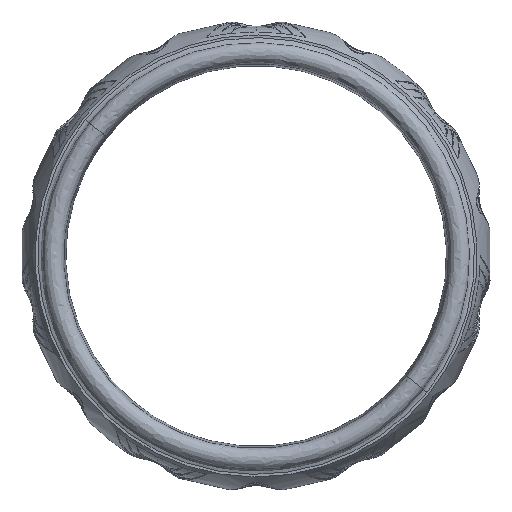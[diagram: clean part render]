
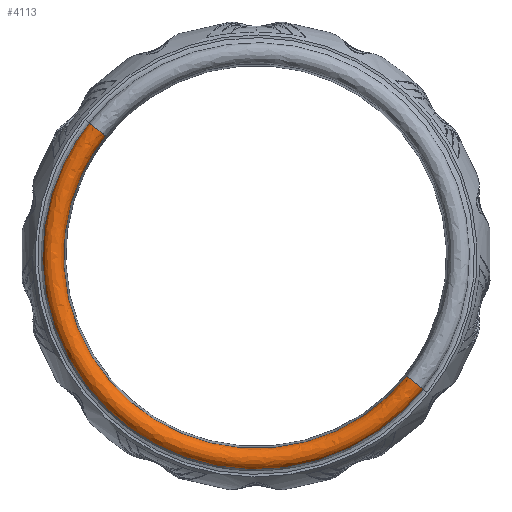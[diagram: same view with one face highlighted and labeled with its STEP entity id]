
A CAD part, front view. The second image highlights one B-rep face of the part: STEP entity #4113.
In plain terms, the highlighted free-form (B-spline) face has degree [2, 2] with [5, 5] control points.
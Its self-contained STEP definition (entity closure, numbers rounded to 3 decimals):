
#4065 = VERTEX_POINT('',#4066);
#4066 = CARTESIAN_POINT('',(7.474,-2.557,
    -5.96));
#4073 = VERTEX_POINT('',#4074);
#4074 = CARTESIAN_POINT('',(-7.474,-2.557,
    5.96));
#4113 = ADVANCED_FACE('',(#4114),#4152,.T.);
#4114 = FACE_BOUND('',#4115,.T.);
#4115 = EDGE_LOOP('',(#4116,#4128,#4136,#4144));
#4116 = ORIENTED_EDGE('',*,*,#4117,.T.);
#4117 = EDGE_CURVE('',#4118,#4120,#4122,.T.);
#4118 = VERTEX_POINT('',#4119);
#4119 = CARTESIAN_POINT('',(6.746,-2.397,
    -5.38));
#4120 = VERTEX_POINT('',#4121);
#4121 = CARTESIAN_POINT('',(-6.746,-2.397,
    5.38));
#4122 = ( BOUNDED_CURVE() B_SPLINE_CURVE(2,(#4123,#4124,#4125,#4126,
#4127),.UNSPECIFIED.,.F.,.F.) B_SPLINE_CURVE_WITH_KNOTS((3,2,3),(0.,
1.571,3.142),.PIECEWISE_BEZIER_KNOTS.) CURVE() 
GEOMETRIC_REPRESENTATION_ITEM() RATIONAL_B_SPLINE_CURVE((1.,
0.707,1.,0.707,1.)) REPRESENTATION_ITEM('') );
#4123 = CARTESIAN_POINT('',(6.746,-2.397,
    -5.38));
#4124 = CARTESIAN_POINT('',(1.366,-2.397,
    -12.126));
#4125 = CARTESIAN_POINT('',(-5.38,-2.397,
    -6.746));
#4126 = CARTESIAN_POINT('',(-12.126,-2.397,
    -1.366));
#4127 = CARTESIAN_POINT('',(-6.746,-2.397,
    5.38));
#4128 = ORIENTED_EDGE('',*,*,#4129,.T.);
#4129 = EDGE_CURVE('',#4120,#4073,#4130,.T.);
#4130 = ( BOUNDED_CURVE() B_SPLINE_CURVE(2,(#4131,#4132,#4133,#4134,
#4135),.UNSPECIFIED.,.F.,.F.) B_SPLINE_CURVE_WITH_KNOTS((3,2,3),(
    3.142,4.542,5.943),
.PIECEWISE_BEZIER_KNOTS.) CURVE() GEOMETRIC_REPRESENTATION_ITEM() 
RATIONAL_B_SPLINE_CURVE((1.,0.765,1.,0.765,1.)) 
REPRESENTATION_ITEM('') );
#4131 = CARTESIAN_POINT('',(-6.746,-2.397,
    5.38));
#4132 = CARTESIAN_POINT('',(-6.746,-2.801,
    5.38));
#4133 = CARTESIAN_POINT('',(-7.057,-2.869,
    5.628));
#4134 = CARTESIAN_POINT('',(-7.369,-2.938,
    5.876));
#4135 = CARTESIAN_POINT('',(-7.474,-2.557,
    5.96));
#4136 = ORIENTED_EDGE('',*,*,#4137,.F.);
#4137 = EDGE_CURVE('',#4065,#4073,#4138,.T.);
#4138 = ( BOUNDED_CURVE() B_SPLINE_CURVE(2,(#4139,#4140,#4141,#4142,
#4143),.UNSPECIFIED.,.F.,.F.) B_SPLINE_CURVE_WITH_KNOTS((3,2,3),(0.,
1.571,3.142),.PIECEWISE_BEZIER_KNOTS.) CURVE() 
GEOMETRIC_REPRESENTATION_ITEM() RATIONAL_B_SPLINE_CURVE((1.,
0.707,1.,0.707,1.)) REPRESENTATION_ITEM('') );
#4139 = CARTESIAN_POINT('',(7.474,-2.557,
    -5.96));
#4140 = CARTESIAN_POINT('',(1.514,-2.557,
    -13.434));
#4141 = CARTESIAN_POINT('',(-5.96,-2.557,
    -7.474));
#4142 = CARTESIAN_POINT('',(-13.434,-2.557,
    -1.514));
#4143 = CARTESIAN_POINT('',(-7.474,-2.557,
    5.96));
#4144 = ORIENTED_EDGE('',*,*,#4145,.F.);
#4145 = EDGE_CURVE('',#4118,#4065,#4146,.T.);
#4146 = ( BOUNDED_CURVE() B_SPLINE_CURVE(2,(#4147,#4148,#4149,#4150,
#4151),.UNSPECIFIED.,.F.,.F.) B_SPLINE_CURVE_WITH_KNOTS((3,2,3),(
    3.142,4.542,5.943),
.PIECEWISE_BEZIER_KNOTS.) CURVE() GEOMETRIC_REPRESENTATION_ITEM() 
RATIONAL_B_SPLINE_CURVE((1.,0.765,1.,0.765,1.)) 
REPRESENTATION_ITEM('') );
#4147 = CARTESIAN_POINT('',(6.746,-2.397,
    -5.38));
#4148 = CARTESIAN_POINT('',(6.746,-2.801,
    -5.38));
#4149 = CARTESIAN_POINT('',(7.057,-2.869,
    -5.628));
#4150 = CARTESIAN_POINT('',(7.369,-2.938,
    -5.876));
#4151 = CARTESIAN_POINT('',(7.474,-2.557,
    -5.96));
#4152 = ( BOUNDED_SURFACE() B_SPLINE_SURFACE(2,2,(
    (#4153,#4154,#4155,#4156,#4157)
    ,(#4158,#4159,#4160,#4161,#4162)
    ,(#4163,#4164,#4165,#4166,#4167)
    ,(#4168,#4169,#4170,#4171,#4172)
    ,(#4173,#4174,#4175,#4176,#4177
)),.UNSPECIFIED.,.F.,.F.,.F.) B_SPLINE_SURFACE_WITH_KNOTS((3,2,3),(3,2,3
    ),(0.,1.571,3.142),(3.142,4.542,
    5.943),.PIECEWISE_BEZIER_KNOTS.) 
GEOMETRIC_REPRESENTATION_ITEM() RATIONAL_B_SPLINE_SURFACE((
    (1.,0.765,1.,0.765,1.)
    ,(0.707,0.541,0.707,0.541
      ,0.707)
    ,(1.,0.765,1.,0.765,1.)
    ,(0.707,0.541,0.707,0.541
      ,0.707)
,(1.,0.765,1.,0.765,1.
))) REPRESENTATION_ITEM('') SURFACE() );
#4153 = CARTESIAN_POINT('',(6.746,-2.397,
    -5.38));
#4154 = CARTESIAN_POINT('',(6.746,-2.801,
    -5.38));
#4155 = CARTESIAN_POINT('',(7.057,-2.869,
    -5.628));
#4156 = CARTESIAN_POINT('',(7.369,-2.938,
    -5.876));
#4157 = CARTESIAN_POINT('',(7.474,-2.557,
    -5.96));
#4158 = CARTESIAN_POINT('',(1.366,-2.397,
    -12.126));
#4159 = CARTESIAN_POINT('',(1.366,-2.801,
    -12.126));
#4160 = CARTESIAN_POINT('',(1.429,-2.869,
    -12.685));
#4161 = CARTESIAN_POINT('',(1.492,-2.938,
    -13.245));
#4162 = CARTESIAN_POINT('',(1.514,-2.557,
    -13.434));
#4163 = CARTESIAN_POINT('',(-5.38,-2.397,
    -6.746));
#4164 = CARTESIAN_POINT('',(-5.38,-2.801,
    -6.746));
#4165 = CARTESIAN_POINT('',(-5.628,-2.869,
    -7.057));
#4166 = CARTESIAN_POINT('',(-5.876,-2.938,
    -7.369));
#4167 = CARTESIAN_POINT('',(-5.96,-2.557,
    -7.474));
#4168 = CARTESIAN_POINT('',(-12.126,-2.397,
    -1.366));
#4169 = CARTESIAN_POINT('',(-12.126,-2.801,
    -1.366));
#4170 = CARTESIAN_POINT('',(-12.685,-2.869,
    -1.429));
#4171 = CARTESIAN_POINT('',(-13.245,-2.938,
    -1.492));
#4172 = CARTESIAN_POINT('',(-13.434,-2.557,
    -1.514));
#4173 = CARTESIAN_POINT('',(-6.746,-2.397,
    5.38));
#4174 = CARTESIAN_POINT('',(-6.746,-2.801,
    5.38));
#4175 = CARTESIAN_POINT('',(-7.057,-2.869,
    5.628));
#4176 = CARTESIAN_POINT('',(-7.369,-2.938,
    5.876));
#4177 = CARTESIAN_POINT('',(-7.474,-2.557,
    5.96));
